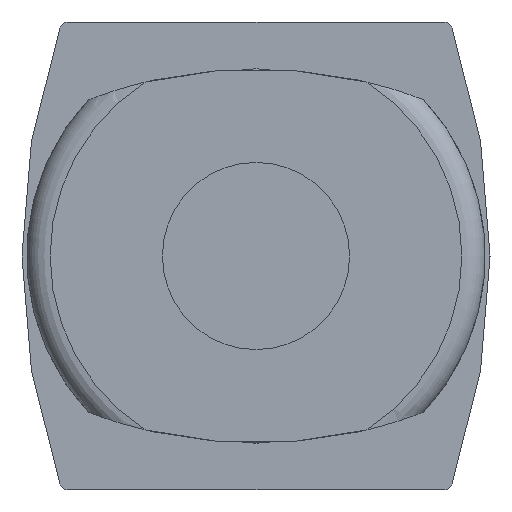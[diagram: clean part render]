
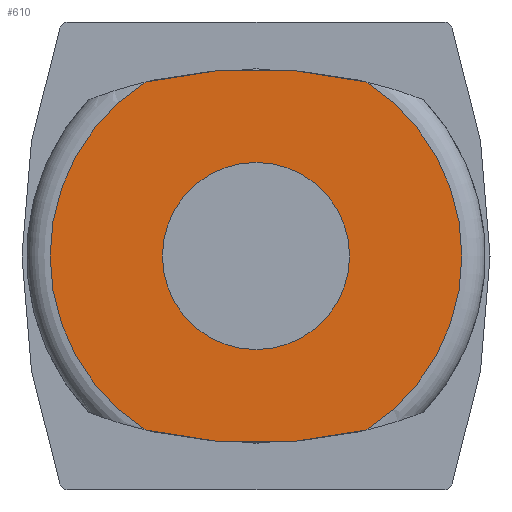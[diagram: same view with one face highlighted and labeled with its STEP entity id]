
A CAD part, left-side view. The second image highlights one B-rep face of the part: STEP entity #610.
In plain terms, the highlighted planar face has unit normal (-1, 0, 0).
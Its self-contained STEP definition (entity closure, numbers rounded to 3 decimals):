
#76=ORIENTED_EDGE('',*,*,#184,.F.);
#77=ORIENTED_EDGE('',*,*,#185,.F.);
#78=ORIENTED_EDGE('',*,*,#186,.F.);
#79=ORIENTED_EDGE('',*,*,#187,.F.);
#80=ORIENTED_EDGE('',*,*,#188,.F.);
#184=EDGE_CURVE('',#238,#239,#278,.T.);
#185=EDGE_CURVE('',#240,#238,#279,.T.);
#186=EDGE_CURVE('',#241,#240,#280,.T.);
#187=EDGE_CURVE('',#239,#241,#281,.T.);
#188=EDGE_CURVE('',#242,#242,#282,.F.);
#238=VERTEX_POINT('',#854);
#239=VERTEX_POINT('',#855);
#240=VERTEX_POINT('',#857);
#241=VERTEX_POINT('',#859);
#242=VERTEX_POINT('',#862);
#278=CIRCLE('',#645,4.4);
#279=CIRCLE('',#646,10.);
#280=CIRCLE('',#647,4.4);
#281=CIRCLE('',#648,10.);
#282=CIRCLE('',#649,2.);
#312=EDGE_LOOP('',(#76,#77,#78,#79));
#313=EDGE_LOOP('',(#80));
#354=FACE_BOUND('',#312,.T.);
#355=FACE_BOUND('',#313,.T.);
#396=PLANE('',#644);
#610=ADVANCED_FACE('',(#354,#355),#396,.F.);
#644=AXIS2_PLACEMENT_3D('',#852,#709,#710);
#645=AXIS2_PLACEMENT_3D('',#853,#711,#712);
#646=AXIS2_PLACEMENT_3D('',#856,#713,#714);
#647=AXIS2_PLACEMENT_3D('',#858,#715,#716);
#648=AXIS2_PLACEMENT_3D('',#860,#717,#718);
#649=AXIS2_PLACEMENT_3D('',#861,#719,#720);
#709=DIRECTION('',(1.,0.,0.));
#710=DIRECTION('',(0.,0.,-1.));
#711=DIRECTION('',(1.,0.,0.));
#712=DIRECTION('',(0.,0.,-1.));
#713=DIRECTION('',(1.,0.,0.));
#714=DIRECTION('',(0.,0.,-1.));
#715=DIRECTION('',(1.,0.,0.));
#716=DIRECTION('',(0.,0.,-1.));
#717=DIRECTION('',(1.,0.,0.));
#718=DIRECTION('',(0.,0.,-1.));
#719=DIRECTION('',(1.,0.,0.));
#720=DIRECTION('',(0.,0.,-1.));
#852=CARTESIAN_POINT('',(-25.1,0.,0.));
#853=CARTESIAN_POINT('',(-25.1,0.,0.));
#854=CARTESIAN_POINT('',(-25.1,2.35,-3.72));
#855=CARTESIAN_POINT('',(-25.1,2.35,3.72));
#856=CARTESIAN_POINT('',(-25.1,0.,6.));
#857=CARTESIAN_POINT('',(-25.1,-2.35,-3.72));
#858=CARTESIAN_POINT('',(-25.1,0.,0.));
#859=CARTESIAN_POINT('',(-25.1,-2.35,3.72));
#860=CARTESIAN_POINT('',(-25.1,0.,-6.));
#861=CARTESIAN_POINT('',(-25.1,0.,0.));
#862=CARTESIAN_POINT('',(-25.1,0.,-2.));
